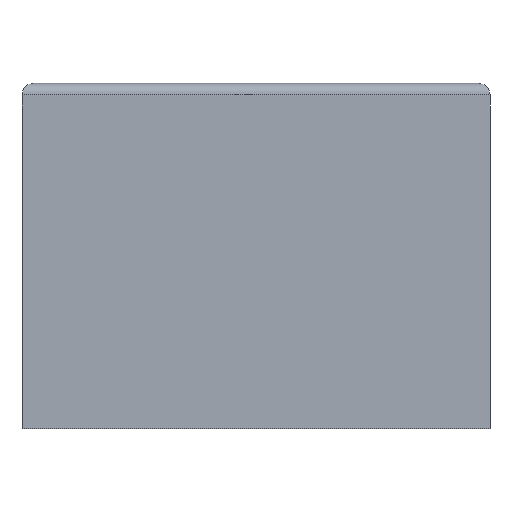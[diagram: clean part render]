
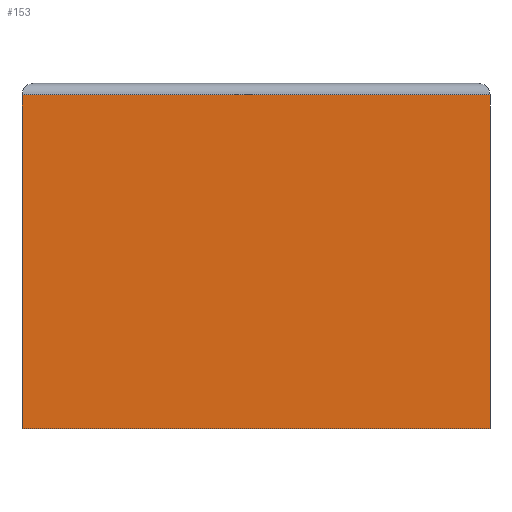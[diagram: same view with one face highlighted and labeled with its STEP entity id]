
A CAD part, front view. The second image highlights one B-rep face of the part: STEP entity #153.
In plain terms, the highlighted planar face has unit normal (0, -1, 0).
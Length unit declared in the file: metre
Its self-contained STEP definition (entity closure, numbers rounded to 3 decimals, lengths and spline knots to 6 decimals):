
#32=ORIENTED_EDGE('',*,*,#62,.F.);
#33=ORIENTED_EDGE('',*,*,#70,.T.);
#34=ORIENTED_EDGE('',*,*,#67,.T.);
#35=ORIENTED_EDGE('',*,*,#71,.F.);
#62=EDGE_CURVE('',#82,#83,#94,.T.);
#67=EDGE_CURVE('',#86,#87,#99,.T.);
#70=EDGE_CURVE('',#82,#86,#102,.T.);
#71=EDGE_CURVE('',#83,#87,#103,.T.);
#82=VERTEX_POINT('',#239);
#83=VERTEX_POINT('',#241);
#86=VERTEX_POINT('',#251);
#87=VERTEX_POINT('',#252);
#94=LINE('',#240,#110);
#99=LINE('',#250,#115);
#102=LINE('',#256,#118);
#103=LINE('',#257,#119);
#110=VECTOR('',#193,1.);
#115=VECTOR('',#202,1.);
#118=VECTOR('',#207,1.);
#119=VECTOR('',#208,1.);
#127=EDGE_LOOP('',(#32,#33,#34,#35));
#137=FACE_BOUND('',#127,.T.);
#147=PLANE('',#176);
#153=ADVANCED_FACE('',(#137),#147,.T.);
#176=AXIS2_PLACEMENT_3D('',#255,#205,#206);
#193=DIRECTION('',(0.,0.,-1.));
#202=DIRECTION('',(0.,0.,-1.));
#205=DIRECTION('',(0.,-1.,0.));
#206=DIRECTION('',(0.,0.,-1.));
#207=DIRECTION('',(-1.,0.,0.));
#208=DIRECTION('',(-1.,0.,0.));
#239=CARTESIAN_POINT('',(0.0101,-0.00345,0.0144));
#240=CARTESIAN_POINT('',(0.0101,-0.00345,0.0149));
#241=CARTESIAN_POINT('',(0.0101,-0.00345,0.));
#250=CARTESIAN_POINT('',(-0.0101,-0.00345,0.0149));
#251=CARTESIAN_POINT('',(-0.0101,-0.00345,0.0144));
#252=CARTESIAN_POINT('',(-0.0101,-0.00345,0.));
#255=CARTESIAN_POINT('',(0.,-0.00345,0.0149));
#256=CARTESIAN_POINT('',(0.,-0.00345,0.0144));
#257=CARTESIAN_POINT('',(0.,-0.00345,0.));
